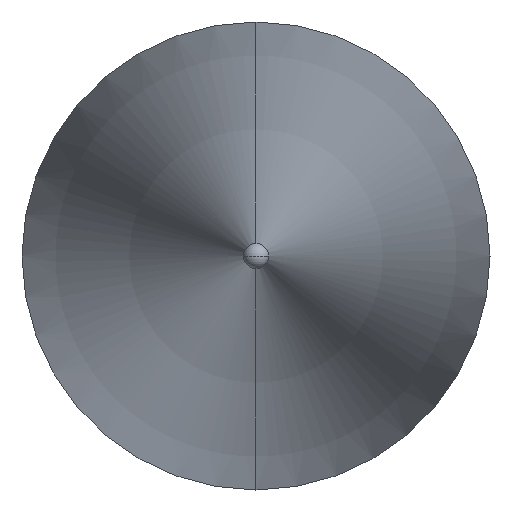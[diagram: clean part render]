
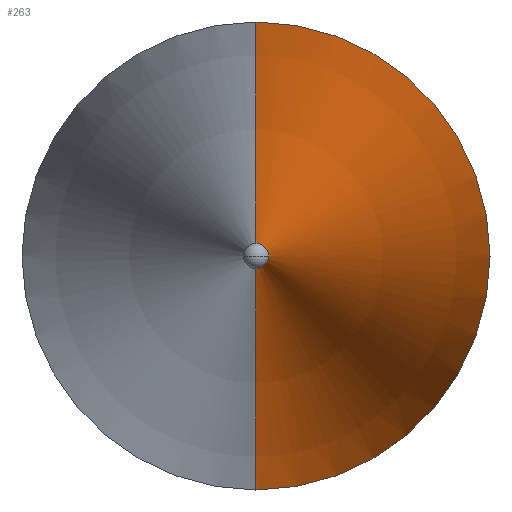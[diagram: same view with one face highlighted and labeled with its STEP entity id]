
A CAD part, front view. The second image highlights one B-rep face of the part: STEP entity #263.
In plain terms, the highlighted toroidal (fillet/blend) face has major radius 1526.99 mm and minor radius 1555.83 mm.
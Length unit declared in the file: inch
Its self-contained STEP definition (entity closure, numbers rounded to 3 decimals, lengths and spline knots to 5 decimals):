
#1 = CARTESIAN_POINT ( 'NONE',  ( 0., 10.6, 1.125 ) ) ;
#3 = DIRECTION ( 'NONE',  ( 0., -1., 0. ) ) ;
#6 = TOROIDAL_SURFACE ( 'NONE', #245, -60.11757, 61.25318 ) ;
#22 = CARTESIAN_POINT ( 'NONE',  ( 0., 0.31633, 0. ) ) ;
#39 = ORIENTED_EDGE ( 'NONE', *, *, #511, .T. ) ;
#49 = DIRECTION ( 'NONE',  ( 0., 0., -1. ) ) ;
#56 = EDGE_CURVE ( 'NONE', #415, #266, #354, .T. ) ;
#85 = ORIENTED_EDGE ( 'NONE', *, *, #491, .T. ) ;
#108 = CIRCLE ( 'NONE', #335, 61.25318 ) ;
#116 = DIRECTION ( 'NONE',  ( 0., 0., -1. ) ) ;
#122 = AXIS2_PLACEMENT_3D ( 'NONE', #240, #146, #408 ) ;
#134 = DIRECTION ( 'NONE',  ( 0., 0., -1. ) ) ;
#140 = FACE_OUTER_BOUND ( 'NONE', #206, .T. ) ;
#146 = DIRECTION ( 'NONE',  ( 0., -1., 0. ) ) ;
#154 = AXIS2_PLACEMENT_3D ( 'NONE', #22, #3, #49 ) ;
#157 = DIRECTION ( 'NONE',  ( -1., 0., 0. ) ) ;
#191 = CARTESIAN_POINT ( 'NONE',  ( 0., 10.6, 0. ) ) ;
#194 = CARTESIAN_POINT ( 'NONE',  ( 0., 10.6, -1.125 ) ) ;
#195 = CIRCLE ( 'NONE', #344, 1.125 ) ;
#206 = EDGE_LOOP ( 'NONE', ( #85, #39, #492, #397, #301 ) ) ;
#210 = VERTEX_POINT ( 'NONE', #291 ) ;
#217 = AXIS2_PLACEMENT_3D ( 'NONE', #237, #157, #367 ) ;
#237 = CARTESIAN_POINT ( 'NONE',  ( 0., 11.7401, 60.11757 ) ) ;
#238 = DIRECTION ( 'NONE',  ( 0., 0., -1. ) ) ;
#240 = CARTESIAN_POINT ( 'NONE',  ( 0., 0.31633, 0. ) ) ;
#245 = AXIS2_PLACEMENT_3D ( 'NONE', #270, #310, #134 ) ;
#263 = ADVANCED_FACE ( 'NONE', ( #140 ), #6, .T. ) ;
#266 = VERTEX_POINT ( 'NONE', #476 ) ;
#270 = CARTESIAN_POINT ( 'NONE',  ( 0., 11.7401, 0. ) ) ;
#280 = CIRCLE ( 'NONE', #154, 0.06091 ) ;
#291 = CARTESIAN_POINT ( 'NONE',  ( 0.06091, 0.31633, 0. ) ) ;
#301 = ORIENTED_EDGE ( 'NONE', *, *, #56, .F. ) ;
#304 = VERTEX_POINT ( 'NONE', #435 ) ;
#310 = DIRECTION ( 'NONE',  ( 0., -1., 0. ) ) ;
#335 = AXIS2_PLACEMENT_3D ( 'NONE', #493, #401, #116 ) ;
#344 = AXIS2_PLACEMENT_3D ( 'NONE', #191, #528, #238 ) ;
#354 = CIRCLE ( 'NONE', #217, 61.25318 ) ;
#362 = VERTEX_POINT ( 'NONE', #1 ) ;
#367 = DIRECTION ( 'NONE',  ( 0., 0., 1. ) ) ;
#397 = ORIENTED_EDGE ( 'NONE', *, *, #463, .F. ) ;
#401 = DIRECTION ( 'NONE',  ( 1., 0., 0. ) ) ;
#408 = DIRECTION ( 'NONE',  ( 0., 0., -1. ) ) ;
#411 = EDGE_CURVE ( 'NONE', #210, #304, #443, .T. ) ;
#415 = VERTEX_POINT ( 'NONE', #194 ) ;
#435 = CARTESIAN_POINT ( 'NONE',  ( 0., 0.31633, 0.06091 ) ) ;
#443 = CIRCLE ( 'NONE', #122, 0.06091 ) ;
#463 = EDGE_CURVE ( 'NONE', #266, #210, #280, .T. ) ;
#476 = CARTESIAN_POINT ( 'NONE',  ( 0., 0.31633, -0.06091 ) ) ;
#491 = EDGE_CURVE ( 'NONE', #415, #362, #195, .T. ) ;
#492 = ORIENTED_EDGE ( 'NONE', *, *, #411, .F. ) ;
#493 = CARTESIAN_POINT ( 'NONE',  ( 0., 11.7401, -60.11757 ) ) ;
#511 = EDGE_CURVE ( 'NONE', #362, #304, #108, .T. ) ;
#528 = DIRECTION ( 'NONE',  ( 0., -1., 0. ) ) ;
